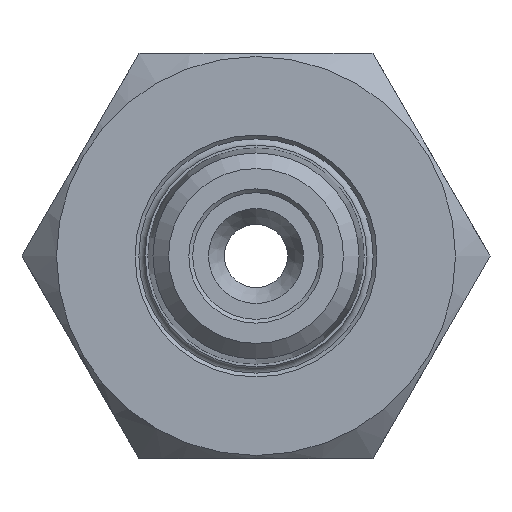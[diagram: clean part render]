
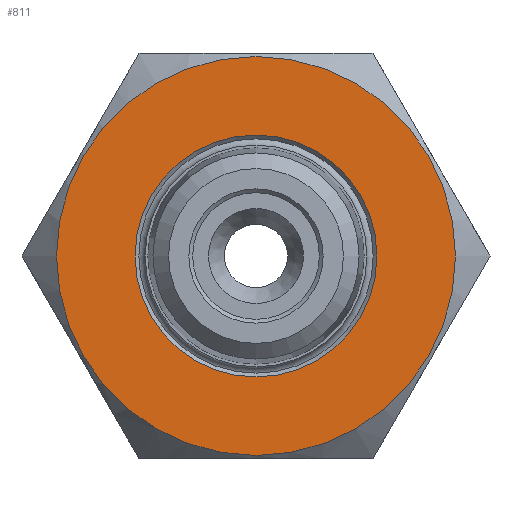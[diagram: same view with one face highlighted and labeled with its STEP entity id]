
A CAD part, left-side view. The second image highlights one B-rep face of the part: STEP entity #811.
In plain terms, the highlighted planar face has unit normal (-1, 0, 0).
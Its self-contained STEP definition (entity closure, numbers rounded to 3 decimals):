
#46=FACE_BOUND('',#145,.T.);
#64=PLANE('',#947);
#91=FACE_OUTER_BOUND('',#144,.T.);
#144=EDGE_LOOP('',(#597));
#145=EDGE_LOOP('',(#598));
#291=CIRCLE('',#928,15.75);
#298=CIRCLE('',#942,9.55);
#364=VERTEX_POINT('',#1383);
#370=VERTEX_POINT('',#1409);
#443=EDGE_CURVE('',#364,#364,#291,.T.);
#455=EDGE_CURVE('',#370,#370,#298,.T.);
#597=ORIENTED_EDGE('',*,*,#443,.T.);
#598=ORIENTED_EDGE('',*,*,#455,.F.);
#811=ADVANCED_FACE('',(#91,#46),#64,.T.);
#928=AXIS2_PLACEMENT_3D('',#1385,#1057,#1058);
#942=AXIS2_PLACEMENT_3D('',#1410,#1090,#1091);
#947=AXIS2_PLACEMENT_3D('',#1420,#1102,#1103);
#1057=DIRECTION('center_axis',(-1.,0.,0.));
#1058=DIRECTION('ref_axis',(0.,1.,0.));
#1090=DIRECTION('center_axis',(-1.,0.,0.));
#1091=DIRECTION('ref_axis',(0.,0.,-1.));
#1102=DIRECTION('center_axis',(-1.,0.,0.));
#1103=DIRECTION('ref_axis',(0.,0.,1.));
#1383=CARTESIAN_POINT('',(-13.5,-15.75,0.));
#1385=CARTESIAN_POINT('Origin',(-13.5,0.,0.));
#1409=CARTESIAN_POINT('',(-13.5,0.,9.55));
#1410=CARTESIAN_POINT('Origin',(-13.5,0.,0.));
#1420=CARTESIAN_POINT('Origin',(-13.5,0.,0.));
